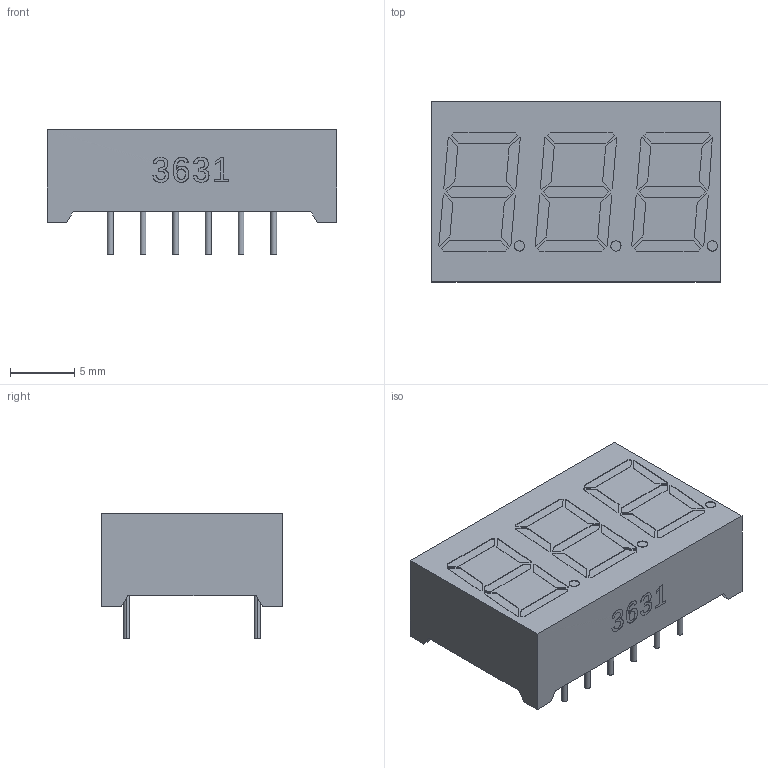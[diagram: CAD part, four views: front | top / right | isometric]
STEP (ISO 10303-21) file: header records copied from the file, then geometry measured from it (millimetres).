
FILE_DESCRIPTION (( 'STEP AP214' ), '1' );
FILE_NAME ('User Library-3631.STEP', '2021-04-07T00:37:02', ( '' ), ( '' ), 'SwSTEP 2.0', 'SolidWorks 2020', '' );
FILE_SCHEMA (( 'AUTOMOTIVE_DESIGN' ));
Length unit declared in the file: millimetre
Products named in the file (1): User Library-3631
Bounding box: 22.5 x 14 x 9.7 mm (x, y, z)
Volume: 1968.4 mm3; surface area: 1203.4 mm2
Topology: 1 solids, 1 shells, 527 faces, 1399 edges, 915 vertices
Faces by surface type: cylinder 270, plane 257
Entity records: 17998 total; most frequent: CARTESIAN_POINT 5818, ORIENTED_EDGE 2798, DIRECTION 1629, EDGE_CURVE 1399, VERTEX_POINT 915, B_SPLINE_CURVE_WITH_KNOTS 896, AXIS2_PLACEMENT_3D 598, EDGE_LOOP 568
